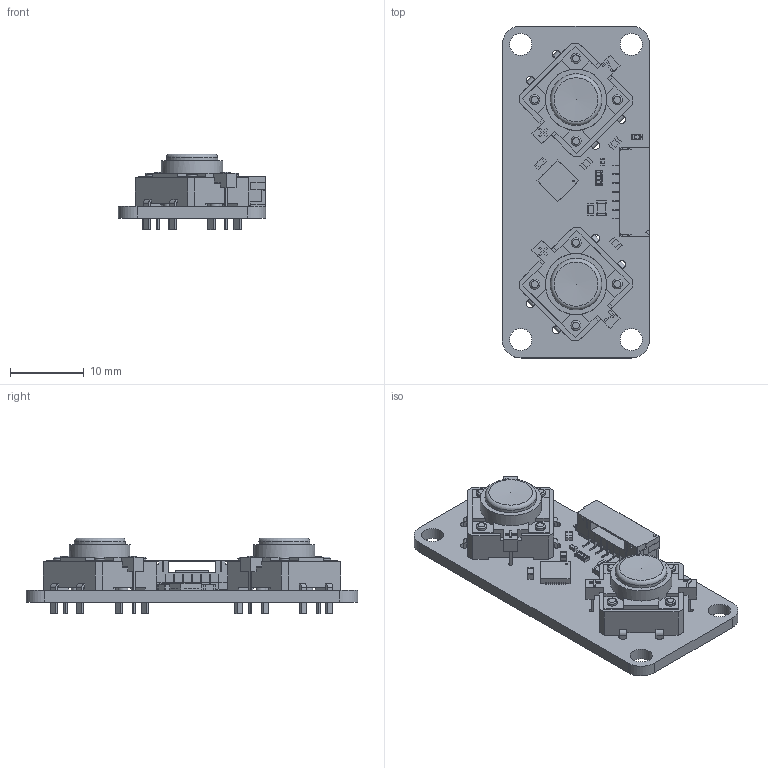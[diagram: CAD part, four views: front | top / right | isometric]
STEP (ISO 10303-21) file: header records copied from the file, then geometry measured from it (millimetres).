
FILE_DESCRIPTION(('FreeCAD Model'),'2;1');
FILE_NAME('dual-button-v2.step', '2018-07-31T09:36:12',('kicad StepUp'),('ksu MCAD'), 'Open CASCADE STEP processor 7.3','FreeCAD','Unknown');
FILE_SCHEMA(('AUTOMOTIVE_DESIGN { 1 0 10303 214 1 1 1 1 }'));
Length unit declared in the file: millimetre
Products named in the file (18): dual-button-v2; Board_Geoms; Pcb; Step_Models; Top; TACT_SWITCH_12mm_; D_0603_blue_; BrickletConn_7pin_; R_0603_; Cut_; QFN-24_4x4mm_Pitch0.5mm_; C_0603_; C_0603_001; C_0805_; R_0603_001; R_0603_002; C_0402_; TACT_SWITCH_12mm_001
Assembly tree (17 placements, depth 4):
  dual-button-v2
    Board_Geoms
      Pcb
    Step_Models
      Top
        TACT_SWITCH_12mm_
        D_0603_blue_
        BrickletConn_7pin_
        R_0603_
        Cut_
        QFN-24_4x4mm_Pitch0.5mm_
        C_0603_
        C_0603_001
        C_0805_
        R_0603_001
        R_0603_002
        C_0402_
        TACT_SWITCH_12mm_001
Bounding box: 20 x 45 x 10.3 mm (x, y, z)
Volume: 2787.7 mm3; surface area: 4530.6 mm2
Topology: 25 solids, 25 shells, 1345 faces, 3772 edges, 2468 vertices
Faces by surface type: plane 1127, cylinder 194, torus 10, bspline 8, extrusion 4, cone 2
Full cylindrical faces by diameter (mm): 0.6 x4, 1.1 x8, 1.345 x8, 1.35 x8, 1.4 x4, 1.6 x4, 3 x4, 6.96 x2, 7 x2, 8.3 x2
Entity records: 54080 total; most frequent: CARTESIAN_POINT 9417, ORIENTED_EDGE 7540, DIRECTION 6886, EDGE_CURVE 3770, VECTOR 3308, LINE 3304, VERTEX_POINT 2468, AXIS2_PLACEMENT_3D 1789
